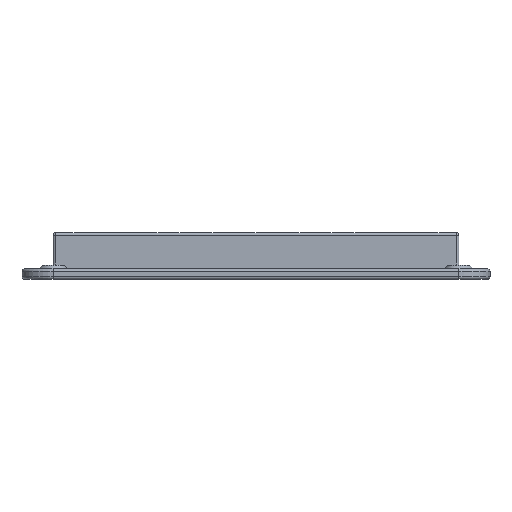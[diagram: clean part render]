
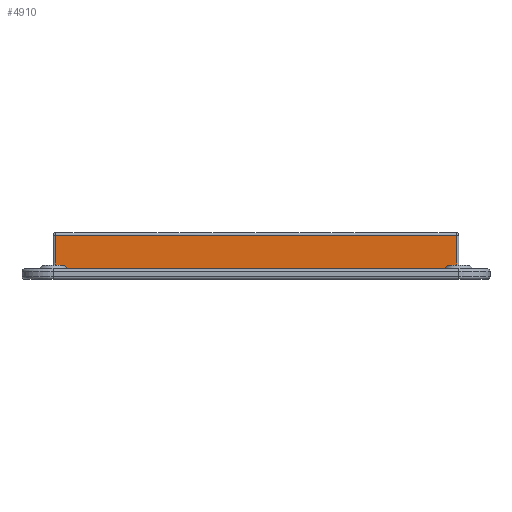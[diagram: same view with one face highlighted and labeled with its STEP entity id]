
A CAD part, front view. The second image highlights one B-rep face of the part: STEP entity #4910.
In plain terms, the highlighted planar face has unit normal (0, -1, 0).
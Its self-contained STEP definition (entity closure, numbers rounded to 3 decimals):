
#205=PLANE('',#5326);
#402=FACE_OUTER_BOUND('',#677,.T.);
#677=EDGE_LOOP('',(#4123,#4124,#4125,#4126,#4127,#4128,#4129,#4130));
#1201=LINE('',#8147,#1681);
#1202=LINE('',#8149,#1682);
#1203=LINE('',#8151,#1683);
#1204=LINE('',#8155,#1684);
#1205=LINE('',#8157,#1685);
#1206=LINE('',#8158,#1686);
#1681=VECTOR('',#6518,10.);
#1682=VECTOR('',#6519,10.);
#1683=VECTOR('',#6520,10.);
#1684=VECTOR('',#6523,10.);
#1685=VECTOR('',#6524,10.);
#1686=VECTOR('',#6525,10.);
#1885=CIRCLE('',#5322,0.7);
#1888=CIRCLE('',#5327,0.7);
#2325=VERTEX_POINT('',#8086);
#2329=VERTEX_POINT('',#8105);
#2333=VERTEX_POINT('',#8146);
#2334=VERTEX_POINT('',#8148);
#2335=VERTEX_POINT('',#8150);
#2336=VERTEX_POINT('',#8152);
#2337=VERTEX_POINT('',#8154);
#2338=VERTEX_POINT('',#8156);
#2976=EDGE_CURVE('',#2325,#2329,#1885,.T.);
#2982=EDGE_CURVE('',#2333,#2325,#1201,.T.);
#2983=EDGE_CURVE('',#2334,#2333,#1202,.T.);
#2984=EDGE_CURVE('',#2334,#2335,#1203,.T.);
#2985=EDGE_CURVE('',#2336,#2335,#1888,.T.);
#2986=EDGE_CURVE('',#2337,#2336,#1204,.T.);
#2987=EDGE_CURVE('',#2338,#2337,#1205,.T.);
#2988=EDGE_CURVE('',#2329,#2338,#1206,.T.);
#4123=ORIENTED_EDGE('',*,*,#2976,.F.);
#4124=ORIENTED_EDGE('',*,*,#2982,.F.);
#4125=ORIENTED_EDGE('',*,*,#2983,.F.);
#4126=ORIENTED_EDGE('',*,*,#2984,.T.);
#4127=ORIENTED_EDGE('',*,*,#2985,.F.);
#4128=ORIENTED_EDGE('',*,*,#2986,.F.);
#4129=ORIENTED_EDGE('',*,*,#2987,.F.);
#4130=ORIENTED_EDGE('',*,*,#2988,.F.);
#4910=ADVANCED_FACE('',(#402),#205,.T.);
#5322=AXIS2_PLACEMENT_3D('',#8106,#6508,#6509);
#5326=AXIS2_PLACEMENT_3D('',#8145,#6516,#6517);
#5327=AXIS2_PLACEMENT_3D('',#8153,#6521,#6522);
#6508=DIRECTION('center_axis',(0.,-1.,0.));
#6509=DIRECTION('ref_axis',(0.286,0.,-0.958));
#6516=DIRECTION('center_axis',(0.,-1.,0.));
#6517=DIRECTION('ref_axis',(1.,0.,0.));
#6518=DIRECTION('',(0.,0.,1.));
#6519=DIRECTION('',(-1.,0.,0.));
#6520=DIRECTION('',(0.,0.,1.));
#6521=DIRECTION('center_axis',(0.,-1.,0.));
#6522=DIRECTION('ref_axis',(-0.286,0.,-0.958));
#6523=DIRECTION('',(0.,0.,-1.));
#6524=DIRECTION('',(1.,0.,0.));
#6525=DIRECTION('',(0.,0.,1.));
#8086=CARTESIAN_POINT('',(0.,0.,1.529));
#8105=CARTESIAN_POINT('',(0.4,0.,2.561));
#8106=CARTESIAN_POINT('Origin',(-0.2,0.,2.2));
#8145=CARTESIAN_POINT('Origin',(0.,0.,
0.));
#8146=CARTESIAN_POINT('',(0.,0.,0.5));
#8147=CARTESIAN_POINT('',(0.,0.,0.));
#8148=CARTESIAN_POINT('',(78.,0.,0.5));
#8149=CARTESIAN_POINT('',(19.5,0.,0.5));
#8150=CARTESIAN_POINT('',(78.,0.,1.529));
#8151=CARTESIAN_POINT('',(78.,0.,0.));
#8152=CARTESIAN_POINT('',(77.6,0.,2.561));
#8153=CARTESIAN_POINT('Origin',(78.2,0.,2.2));
#8154=CARTESIAN_POINT('',(77.6,0.,8.5));
#8155=CARTESIAN_POINT('',(77.6,0.,1.));
#8156=CARTESIAN_POINT('',(0.4,0.,8.5));
#8157=CARTESIAN_POINT('',(19.5,0.,8.5));
#8158=CARTESIAN_POINT('',(0.4,0.,1.));
